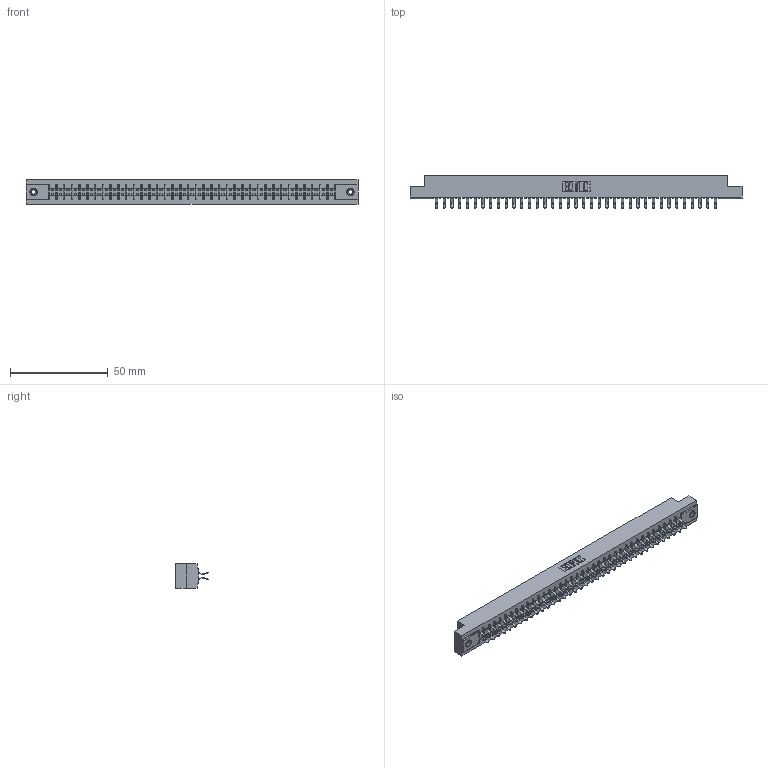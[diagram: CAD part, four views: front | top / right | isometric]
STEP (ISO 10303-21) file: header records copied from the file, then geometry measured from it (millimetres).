
FILE_DESCRIPTION (( 'STEP AP203' ), '1' );
FILE_NAME ('315-074-556-208.STEP', '2019-09-10T22:17:08', ( '' ), ( '' ), 'SwSTEP 2.0', 'SolidWorks 2016', '' );
FILE_SCHEMA (( 'CONFIG_CONTROL_DESIGN' ));
Length unit declared in the file: inch
Products named in the file (4): 345-250-001_345-250-003-102; 315-074-556-208; 305 Part_.156 Dia; 305-290-001_556
Assembly tree (77 placements, depth 2):
  315-074-556-208
    305 Part_.156 Dia
    305-290-001_556  x74
    345-250-001_345-250-003-102  x2
Bounding box: 169.62 x 16.64 x 12.7 mm (x, y, z)
Volume: 17650.1 mm3; surface area: 22380 mm2
Topology: 77 solids, 77 shells, 4320 faces, 12403 edges, 8062 vertices
Faces by surface type: plane 2394, cylinder 1762, sphere 148, cone 12, torus 4
Entity records: 42077 total; most frequent: CARTESIAN_POINT 6948, ORIENTED_EDGE 6890, DIRECTION 6739, EDGE_CURVE 3445, VECTOR 2773, LINE 2773, VERTEX_POINT 2192, AXIS2_PLACEMENT_3D 1983
